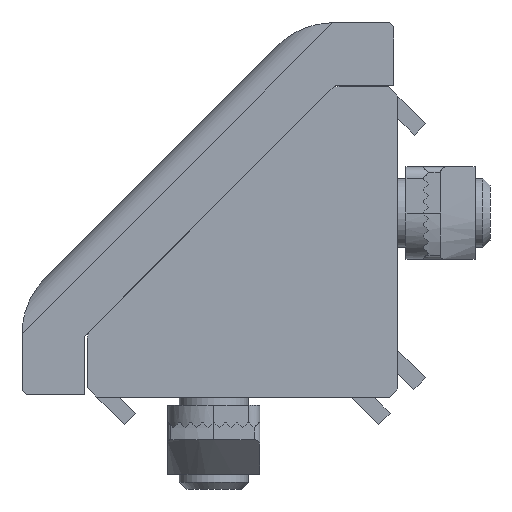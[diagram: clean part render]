
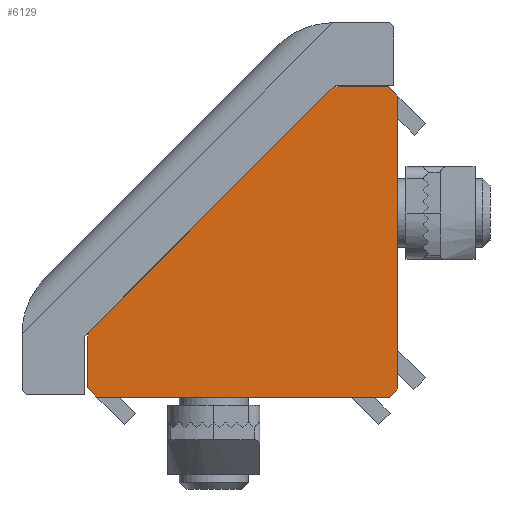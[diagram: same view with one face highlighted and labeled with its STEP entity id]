
A CAD part, left-side view. The second image highlights one B-rep face of the part: STEP entity #6129.
In plain terms, the highlighted planar face has unit normal (-1, 0, 0).
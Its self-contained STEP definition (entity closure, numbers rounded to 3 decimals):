
#411=CIRCLE('',#6789,1.);
#413=CIRCLE('',#6797,1.);
#674=FACE_OUTER_BOUND('',#1014,.T.);
#1014=EDGE_LOOP('',(#5296,#5297,#5298,#5299,#5300,#5301,#5302,#5303,#5304,
#5305));
#1488=LINE('',#10560,#2126);
#1519=LINE('',#10637,#2157);
#1553=LINE('',#10706,#2191);
#1591=LINE('',#10777,#2229);
#1593=LINE('',#10786,#2231);
#1596=LINE('',#10791,#2234);
#1605=LINE('',#10807,#2243);
#1613=LINE('',#10822,#2251);
#2126=VECTOR('',#8086,1000.);
#2157=VECTOR('',#8139,1000.);
#2191=VECTOR('',#8175,1000.);
#2229=VECTOR('',#8229,1000.);
#2231=VECTOR('',#8239,1000.);
#2234=VECTOR('',#8244,1000.);
#2243=VECTOR('',#8257,1000.);
#2251=VECTOR('',#8267,1000.);
#2784=VERTEX_POINT('',#10558);
#2785=VERTEX_POINT('',#10559);
#2819=VERTEX_POINT('',#10634);
#2820=VERTEX_POINT('',#10636);
#2853=VERTEX_POINT('',#10703);
#2854=VERTEX_POINT('',#10705);
#2880=VERTEX_POINT('',#10779);
#2882=VERTEX_POINT('',#10785);
#2888=VERTEX_POINT('',#10806);
#2894=VERTEX_POINT('',#10821);
#3590=EDGE_CURVE('',#2784,#2785,#1488,.T.);
#3629=EDGE_CURVE('',#2819,#2820,#1519,.T.);
#3663=EDGE_CURVE('',#2853,#2854,#1553,.T.);
#3701=EDGE_CURVE('',#2820,#2853,#1591,.T.);
#3702=EDGE_CURVE('',#2785,#2880,#411,.T.);
#3705=EDGE_CURVE('',#2880,#2882,#1593,.T.);
#3708=EDGE_CURVE('',#2882,#2819,#1596,.T.);
#3717=EDGE_CURVE('',#2854,#2888,#1605,.T.);
#3725=EDGE_CURVE('',#2888,#2894,#1613,.T.);
#3728=EDGE_CURVE('',#2894,#2784,#413,.T.);
#5296=ORIENTED_EDGE('',*,*,#3702,.F.);
#5297=ORIENTED_EDGE('',*,*,#3590,.F.);
#5298=ORIENTED_EDGE('',*,*,#3728,.F.);
#5299=ORIENTED_EDGE('',*,*,#3725,.F.);
#5300=ORIENTED_EDGE('',*,*,#3717,.F.);
#5301=ORIENTED_EDGE('',*,*,#3663,.F.);
#5302=ORIENTED_EDGE('',*,*,#3701,.F.);
#5303=ORIENTED_EDGE('',*,*,#3629,.F.);
#5304=ORIENTED_EDGE('',*,*,#3708,.F.);
#5305=ORIENTED_EDGE('',*,*,#3705,.F.);
#5809=PLANE('',#6800);
#6129=ADVANCED_FACE('',(#674),#5809,.F.);
#6789=AXIS2_PLACEMENT_3D('',#10780,#8232,#8233);
#6797=AXIS2_PLACEMENT_3D('',#10827,#8272,#8273);
#6800=AXIS2_PLACEMENT_3D('',#10830,#8278,#8279);
#8086=DIRECTION('',(0.,-0.707,0.707));
#8139=DIRECTION('',(0.,0.,-1.));
#8175=DIRECTION('',(0.,1.,0.));
#8229=DIRECTION('',(0.,0.707,-0.707));
#8232=DIRECTION('center_axis',(1.,0.,0.));
#8233=DIRECTION('ref_axis',(0.,0.,-1.));
#8239=DIRECTION('',(0.,-1.,0.));
#8244=DIRECTION('',(0.,-0.707,-0.707));
#8257=DIRECTION('',(0.,0.707,0.707));
#8267=DIRECTION('',(0.,0.,1.));
#8272=DIRECTION('center_axis',(1.,0.,0.));
#8273=DIRECTION('ref_axis',(0.,0.,-1.));
#8278=DIRECTION('center_axis',(1.,0.,0.));
#8279=DIRECTION('ref_axis',(0.,0.,-1.));
#10558=CARTESIAN_POINT('',(-14.,26.707,5.82));
#10559=CARTESIAN_POINT('',(-14.,5.82,26.707));
#10560=CARTESIAN_POINT('',(-14.,26.707,5.82));
#10634=CARTESIAN_POINT('',(-14.,0.,26.163));
#10636=CARTESIAN_POINT('',(-14.,0.,0.707));
#10637=CARTESIAN_POINT('',(-14.,0.,26.163));
#10703=CARTESIAN_POINT('',(-14.,0.707,0.));
#10705=CARTESIAN_POINT('',(-14.,26.163,0.));
#10706=CARTESIAN_POINT('',(-14.,0.707,0.));
#10777=CARTESIAN_POINT('',(-14.,0.,0.707));
#10779=CARTESIAN_POINT('',(-14.,5.113,27.));
#10780=CARTESIAN_POINT('Origin',(-14.,5.113,26.));
#10785=CARTESIAN_POINT('',(-14.,0.837,27.));
#10786=CARTESIAN_POINT('',(-14.,5.113,27.));
#10791=CARTESIAN_POINT('',(-14.,0.837,27.));
#10806=CARTESIAN_POINT('',(-14.,27.,0.837));
#10807=CARTESIAN_POINT('',(-14.,26.163,0.));
#10821=CARTESIAN_POINT('',(-14.,27.,5.113));
#10822=CARTESIAN_POINT('',(-14.,27.,0.837));
#10827=CARTESIAN_POINT('Origin',(-14.,26.,5.113));
#10830=CARTESIAN_POINT('Origin',(-14.,5.113,26.));
